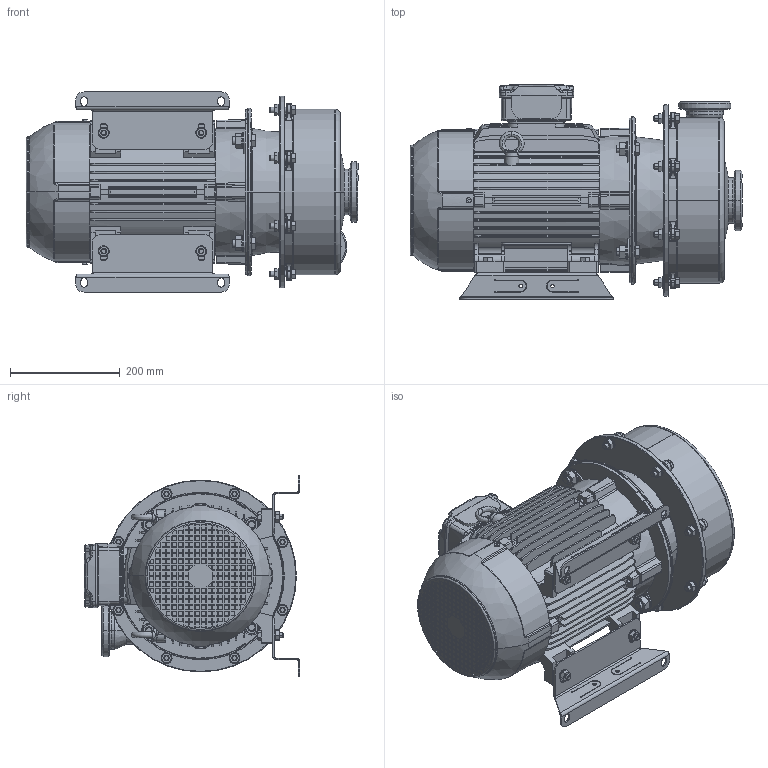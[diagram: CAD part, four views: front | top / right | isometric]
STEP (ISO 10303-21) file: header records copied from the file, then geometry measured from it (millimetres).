
FILE_DESCRIPTION (( 'STEP AP214' ), '1' );
FILE_NAME ('Ýëåêòðîíàñîñíûé àãðåãàò ÎÍÖ 80_30Ê5_11,0_2.STEP', '2019-01-17T08:04:57', ( '' ), ( '' ), 'SwSTEP 2.0', 'SolidWorks 2016', '' );
FILE_SCHEMA (( 'AUTOMOTIVE_DESIGN' ));
Length unit declared in the file: millimetre
Products named in the file (76): Ãàéêà Ì14; Ëàïà 11,5-15 êÂò.; Ãàéêà; 扻錪犩 80_30; ﾘ琺矜; Áîëò Ì10 (äë); 砐鳱鍱 80_30 (羼80); ﾘ琺矜 (ﾌ14); 132M (11 êÂò); Ýëåêòðîíàñîñíûé àãðåãàò ÎÍÖ 80_30Ê5_11,0_2; Êàñòðþëÿ (1) 80_30; Áîëò Ì14; 婜縺蹞 80_30; Îòâîä 80_30; 砐鳱鍱 80_30 (Dy65); Ôëàíåö ôîíàðÿ 80_30; Êàñòðþëÿ (2) 80_30
Assembly tree (59 placements, depth 2):
  Ãàéêà Ì14
  Ãàéêà Ì14
  Ëàïà 11,5-15 êÂò.
  Ãàéêà
  扻錪犩 80_30
Bounding box: 605.65 x 392.93 x 365.25 mm (x, y, z)
Volume: 22249181.6 mm3; surface area: 1870960.7 mm2
Topology: 59 solids, 59 shells, 3784 faces, 9241 edges, 5855 vertices
Faces by surface type: plane 2258, cylinder 660, cone 502, bspline 180, torus 170, sphere 14
Entity records: 103256 total; most frequent: CARTESIAN_POINT 29224, ORIENTED_EDGE 14982, DIRECTION 14152, EDGE_CURVE 7491, VECTOR 5090, LINE 5090, VERTEX_POINT 4827, AXIS2_PLACEMENT_3D 4531
